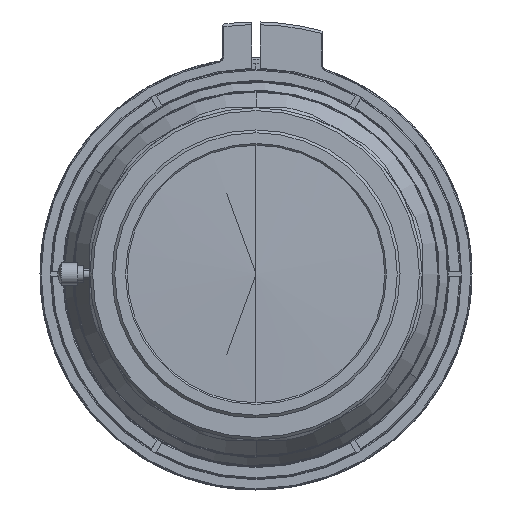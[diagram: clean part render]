
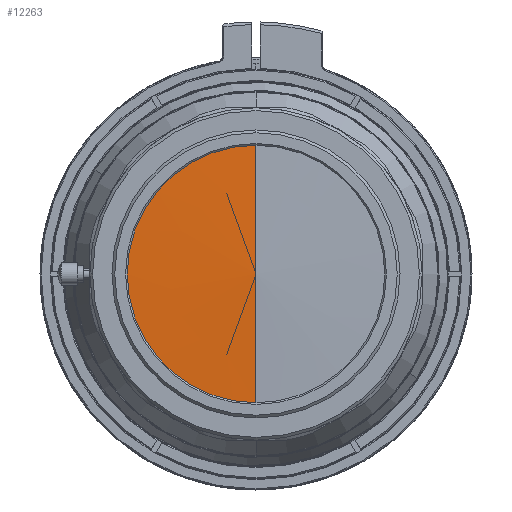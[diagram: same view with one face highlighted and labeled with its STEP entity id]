
A CAD part, left-side view. The second image highlights one B-rep face of the part: STEP entity #12263.
In plain terms, the highlighted conical face has half-angle 88.395 degrees and reference radius 24.794 mm.
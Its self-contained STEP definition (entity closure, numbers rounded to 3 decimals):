
#132 = LINE ( 'NONE', #13088, #2258 ) ;
#1059 = DIRECTION ( 'NONE',  ( 1., 0., 0. ) ) ;
#1353 = VECTOR ( 'NONE', #3007, 1000. ) ;
#1987 = AXIS2_PLACEMENT_3D ( 'NONE', #3312, #15564, #8227 ) ;
#2258 = VECTOR ( 'NONE', #10552, 1000. ) ;
#2539 = CARTESIAN_POINT ( 'NONE',  ( 1.145, 0., 0. ) ) ;
#3007 = DIRECTION ( 'NONE',  ( 0.028, 0., 1. ) ) ;
#3200 = CIRCLE ( 'NONE', #10579, 23.25 ) ;
#3312 = CARTESIAN_POINT ( 'NONE',  ( 1.145, 0., 0. ) ) ;
#4175 = CARTESIAN_POINT ( 'NONE',  ( 1.188, 0., 24.794 ) ) ;
#4726 = CARTESIAN_POINT ( 'NONE',  ( 1.145, 23.25, 0. ) ) ;
#4975 = DIRECTION ( 'NONE',  ( 0., 0., -1. ) ) ;
#5355 = LINE ( 'NONE', #4175, #1353 ) ;
#5407 = VERTEX_POINT ( 'NONE', #6471 ) ;
#5812 = DIRECTION ( 'NONE',  ( 0., 0., -1. ) ) ;
#6075 = ORIENTED_EDGE ( 'NONE', *, *, #12957, .F. ) ;
#6471 = CARTESIAN_POINT ( 'NONE',  ( 1.145, 0., 23.25 ) ) ;
#7220 = FACE_OUTER_BOUND ( 'NONE', #13465, .T. ) ;
#7273 = ORIENTED_EDGE ( 'NONE', *, *, #15633, .F. ) ;
#8056 = CARTESIAN_POINT ( 'NONE',  ( 0.493, 0., 0. ) ) ;
#8227 = DIRECTION ( 'NONE',  ( 0., 0., -1. ) ) ;
#9665 = CARTESIAN_POINT ( 'NONE',  ( 1.188, 0., 0. ) ) ;
#10008 = VERTEX_POINT ( 'NONE', #4726 ) ;
#10345 = EDGE_CURVE ( 'NONE', #14875, #5407, #5355, .T. ) ;
#10552 = DIRECTION ( 'NONE',  ( 0.028, 0., -1. ) ) ;
#10579 = AXIS2_PLACEMENT_3D ( 'NONE', #2539, #12357, #4975 ) ;
#10946 = ORIENTED_EDGE ( 'NONE', *, *, #12701, .F. ) ;
#11455 = CONICAL_SURFACE ( 'NONE', #13481, 24.794, 1.543 ) ;
#11840 = VERTEX_POINT ( 'NONE', #14153 ) ;
#12263 = ADVANCED_FACE ( 'NONE', ( #7220 ), #11455, .T. ) ;
#12357 = DIRECTION ( 'NONE',  ( 1., 0., 0. ) ) ;
#12701 = EDGE_CURVE ( 'NONE', #14875, #11840, #132, .T. ) ;
#12957 = EDGE_CURVE ( 'NONE', #11840, #10008, #3200, .T. ) ;
#13088 = CARTESIAN_POINT ( 'NONE',  ( 1.188, 0., -24.794 ) ) ;
#13465 = EDGE_LOOP ( 'NONE', ( #10946, #14005, #7273, #6075 ) ) ;
#13481 = AXIS2_PLACEMENT_3D ( 'NONE', #9665, #1059, #5812 ) ;
#13890 = CIRCLE ( 'NONE', #1987, 23.25 ) ;
#14005 = ORIENTED_EDGE ( 'NONE', *, *, #10345, .T. ) ;
#14153 = CARTESIAN_POINT ( 'NONE',  ( 1.145, 0., -23.25 ) ) ;
#14875 = VERTEX_POINT ( 'NONE', #8056 ) ;
#15564 = DIRECTION ( 'NONE',  ( 1., 0., 0. ) ) ;
#15633 = EDGE_CURVE ( 'NONE', #10008, #5407, #13890, .T. ) ;
